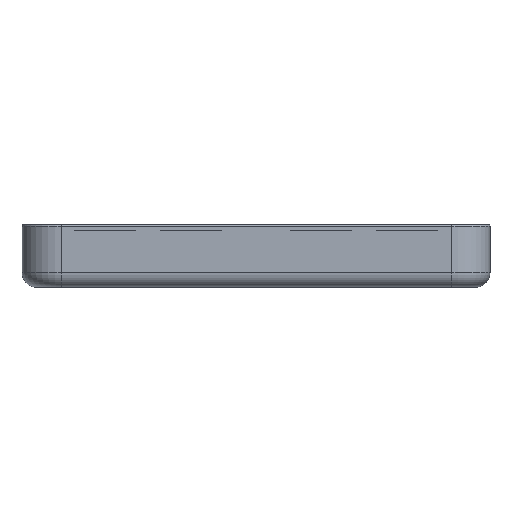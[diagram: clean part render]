
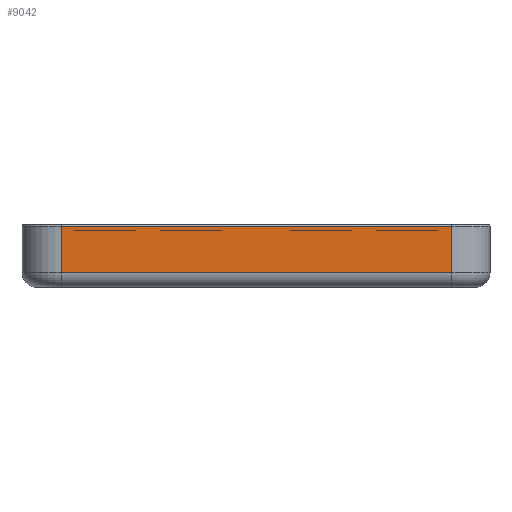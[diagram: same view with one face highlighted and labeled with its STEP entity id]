
A CAD part, front view. The second image highlights one B-rep face of the part: STEP entity #9042.
In plain terms, the highlighted planar face has unit normal (0, -1, 0).
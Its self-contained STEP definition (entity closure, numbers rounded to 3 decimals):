
#385=PLANE('',#9770);
#1185=LINE('',#18570,#2001);
#1190=LINE('',#18591,#2006);
#1191=LINE('',#18595,#2007);
#1192=LINE('',#18596,#2008);
#2001=VECTOR('',#11989,10.);
#2006=VECTOR('',#12016,10.);
#2007=VECTOR('',#12021,10.);
#2008=VECTOR('',#12022,10.);
#2802=FACE_OUTER_BOUND('',#3307,.T.);
#3307=EDGE_LOOP('',(#8339,#8340,#8341,#8342));
#4487=VERTEX_POINT('',#18564);
#4488=VERTEX_POINT('',#18568);
#4493=VERTEX_POINT('',#18590);
#4494=VERTEX_POINT('',#18594);
#5800=EDGE_CURVE('',#4488,#4487,#1185,.T.);
#5810=EDGE_CURVE('',#4487,#4493,#1190,.T.);
#5812=EDGE_CURVE('',#4488,#4494,#1191,.T.);
#5813=EDGE_CURVE('',#4493,#4494,#1192,.T.);
#8339=ORIENTED_EDGE('',*,*,#5800,.F.);
#8340=ORIENTED_EDGE('',*,*,#5812,.T.);
#8341=ORIENTED_EDGE('',*,*,#5813,.F.);
#8342=ORIENTED_EDGE('',*,*,#5810,.F.);
#9042=ADVANCED_FACE('',(#2802),#385,.T.);
#9770=AXIS2_PLACEMENT_3D('',#18593,#12019,#12020);
#11989=DIRECTION('',(1.,0.,0.));
#12016=DIRECTION('',(0.,0.,-1.));
#12019=DIRECTION('center_axis',(0.,-1.,0.));
#12020=DIRECTION('ref_axis',(-1.,0.,0.));
#12021=DIRECTION('',(0.,0.,-1.));
#12022=DIRECTION('',(-1.,0.,0.));
#18564=CARTESIAN_POINT('',(102.399,-63.8,0.6));
#18568=CARTESIAN_POINT('',(-29.011,-63.8,0.6));
#18570=CARTESIAN_POINT('',(69.45,-63.8,0.6));
#18590=CARTESIAN_POINT('',(102.399,-63.8,-15.));
#18591=CARTESIAN_POINT('',(102.399,-63.8,0.));
#18593=CARTESIAN_POINT('Origin',(102.399,-63.8,0.));
#18594=CARTESIAN_POINT('',(-29.011,-63.8,-15.));
#18595=CARTESIAN_POINT('',(-29.011,-63.8,0.));
#18596=CARTESIAN_POINT('',(69.45,-63.8,-15.));
